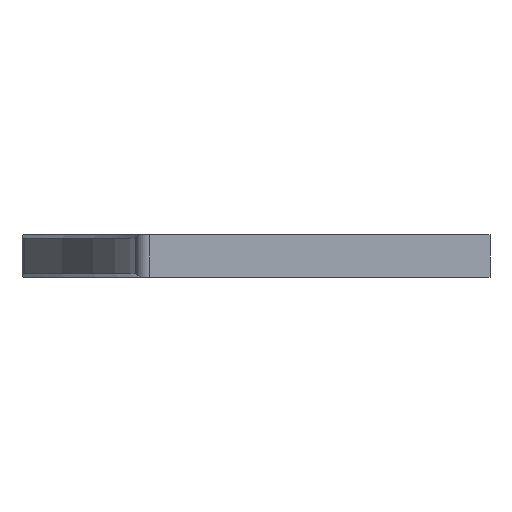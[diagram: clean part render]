
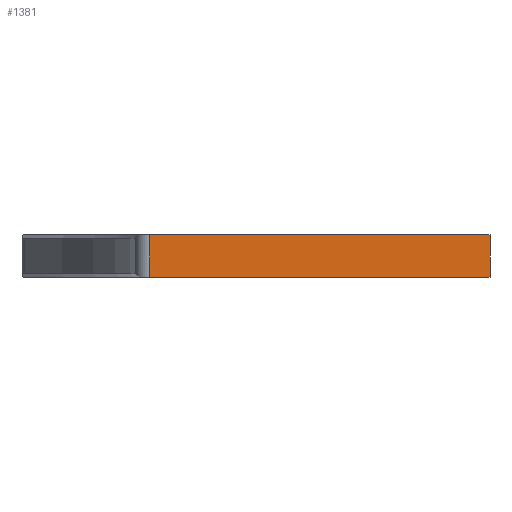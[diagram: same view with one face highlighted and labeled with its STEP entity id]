
A CAD part, front view. The second image highlights one B-rep face of the part: STEP entity #1381.
In plain terms, the highlighted planar face has unit normal (0, -1, 0).
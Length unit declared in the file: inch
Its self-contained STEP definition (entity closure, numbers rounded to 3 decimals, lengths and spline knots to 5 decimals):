
#35 = CARTESIAN_POINT ( 'NONE',  ( 5.505, 0., 0. ) ) ;
#166 = EDGE_LOOP ( 'NONE', ( #1758, #2488, #1584, #836 ) ) ;
#223 = VECTOR ( 'NONE', #1088, 39.37008 ) ;
#246 = LINE ( 'NONE', #2918, #2799 ) ;
#610 = VERTEX_POINT ( 'NONE', #2442 ) ;
#673 = VERTEX_POINT ( 'NONE', #1995 ) ;
#836 = ORIENTED_EDGE ( 'NONE', *, *, #2014, .T. ) ;
#949 = CARTESIAN_POINT ( 'NONE',  ( 5.505, 0., -0.3735 ) ) ;
#1088 = DIRECTION ( 'NONE',  ( 1., 0., 0. ) ) ;
#1243 = LINE ( 'NONE', #3442, #2008 ) ;
#1381 = ADVANCED_FACE ( 'NONE', ( #2868 ), #2888, .T. ) ;
#1584 = ORIENTED_EDGE ( 'NONE', *, *, #3227, .T. ) ;
#1602 = EDGE_CURVE ( 'NONE', #2657, #610, #1642, .T. ) ;
#1642 = LINE ( 'NONE', #35, #223 ) ;
#1758 = ORIENTED_EDGE ( 'NONE', *, *, #1602, .F. ) ;
#1858 = AXIS2_PLACEMENT_3D ( 'NONE', #949, #2041, #3106 ) ;
#1881 = CARTESIAN_POINT ( 'NONE',  ( 5.62861, 0., -0.3735 ) ) ;
#1962 = CARTESIAN_POINT ( 'NONE',  ( 5.62861, 0., 0. ) ) ;
#1995 = CARTESIAN_POINT ( 'NONE',  ( 8.63, 0., -0.3735 ) ) ;
#2008 = VECTOR ( 'NONE', #3458, 39.37008 ) ;
#2014 = EDGE_CURVE ( 'NONE', #673, #610, #2079, .T. ) ;
#2041 = DIRECTION ( 'NONE',  ( 0., -1., 0. ) ) ;
#2079 = LINE ( 'NONE', #2342, #3319 ) ;
#2342 = CARTESIAN_POINT ( 'NONE',  ( 8.63, 0., -0.3735 ) ) ;
#2442 = CARTESIAN_POINT ( 'NONE',  ( 8.63, 0., 0. ) ) ;
#2488 = ORIENTED_EDGE ( 'NONE', *, *, #3220, .T. ) ;
#2657 = VERTEX_POINT ( 'NONE', #1962 ) ;
#2675 = DIRECTION ( 'NONE',  ( 0., 0., -1. ) ) ;
#2799 = VECTOR ( 'NONE', #2675, 39.37008 ) ;
#2829 = VERTEX_POINT ( 'NONE', #1881 ) ;
#2868 = FACE_OUTER_BOUND ( 'NONE', #166, .T. ) ;
#2888 = PLANE ( 'NONE',  #1858 ) ;
#2918 = CARTESIAN_POINT ( 'NONE',  ( 5.62861, 0., -0.3425 ) ) ;
#3106 = DIRECTION ( 'NONE',  ( 0., 0., -1. ) ) ;
#3126 = DIRECTION ( 'NONE',  ( 0., 0., 1. ) ) ;
#3220 = EDGE_CURVE ( 'NONE', #2657, #2829, #246, .T. ) ;
#3227 = EDGE_CURVE ( 'NONE', #2829, #673, #1243, .T. ) ;
#3319 = VECTOR ( 'NONE', #3126, 39.37008 ) ;
#3442 = CARTESIAN_POINT ( 'NONE',  ( 5.505, 0., -0.3735 ) ) ;
#3458 = DIRECTION ( 'NONE',  ( 1., 0., 0. ) ) ;
